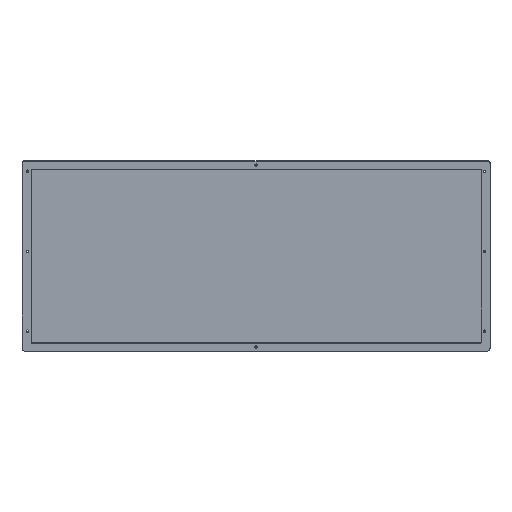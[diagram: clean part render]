
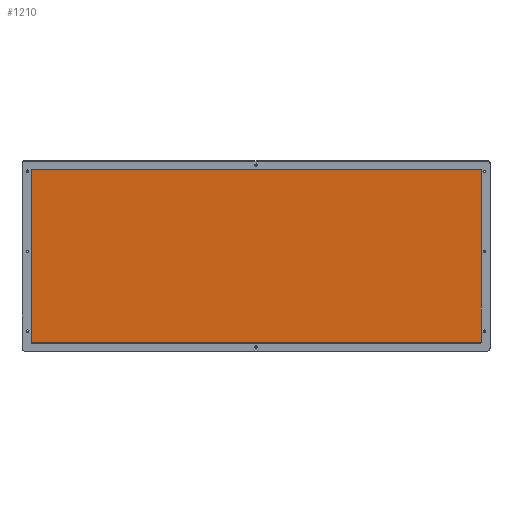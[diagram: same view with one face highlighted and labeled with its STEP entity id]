
A CAD part, top view. The second image highlights one B-rep face of the part: STEP entity #1210.
In plain terms, the highlighted planar face has unit normal (0, -0.065, 0.998).
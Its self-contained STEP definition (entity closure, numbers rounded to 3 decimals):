
#103=FACE_OUTER_BOUND('',#190,.T.);
#190=EDGE_LOOP('',(#890,#891,#892,#893,#894,#895,#896,#897));
#275=CIRCLE('',#1312,1.);
#276=CIRCLE('',#1315,1.);
#277=CIRCLE('',#1317,1.);
#278=CIRCLE('',#1318,1.);
#361=LINE('',#1876,#436);
#389=LINE('',#1959,#464);
#392=LINE('',#1966,#467);
#393=LINE('',#1970,#468);
#436=VECTOR('',#1480,10.);
#464=VECTOR('',#1550,10.);
#467=VECTOR('',#1559,10.);
#468=VECTOR('',#1562,10.);
#528=VERTEX_POINT('',#1873);
#529=VERTEX_POINT('',#1875);
#561=VERTEX_POINT('',#1952);
#562=VERTEX_POINT('',#1953);
#563=VERTEX_POINT('',#1958);
#564=VERTEX_POINT('',#1962);
#565=VERTEX_POINT('',#1967);
#566=VERTEX_POINT('',#1969);
#648=EDGE_CURVE('',#529,#528,#361,.T.);
#686=EDGE_CURVE('',#561,#562,#275,.T.);
#689=EDGE_CURVE('',#563,#561,#389,.T.);
#691=EDGE_CURVE('',#564,#529,#276,.T.);
#693=EDGE_CURVE('',#564,#562,#392,.T.);
#694=EDGE_CURVE('',#528,#565,#277,.T.);
#695=EDGE_CURVE('',#566,#565,#393,.T.);
#696=EDGE_CURVE('',#566,#563,#278,.T.);
#890=ORIENTED_EDGE('',*,*,#686,.T.);
#891=ORIENTED_EDGE('',*,*,#693,.F.);
#892=ORIENTED_EDGE('',*,*,#691,.T.);
#893=ORIENTED_EDGE('',*,*,#648,.T.);
#894=ORIENTED_EDGE('',*,*,#694,.T.);
#895=ORIENTED_EDGE('',*,*,#695,.F.);
#896=ORIENTED_EDGE('',*,*,#696,.T.);
#897=ORIENTED_EDGE('',*,*,#689,.T.);
#1176=PLANE('',#1316);
#1210=ADVANCED_FACE('',(#103),#1176,.T.);
#1312=AXIS2_PLACEMENT_3D('',#1954,#1544,#1545);
#1315=AXIS2_PLACEMENT_3D('',#1963,#1554,#1555);
#1316=AXIS2_PLACEMENT_3D('',#1965,#1557,#1558);
#1317=AXIS2_PLACEMENT_3D('',#1968,#1560,#1561);
#1318=AXIS2_PLACEMENT_3D('',#1971,#1563,#1564);
#1480=DIRECTION('',(-1.,0.,0.));
#1544=DIRECTION('center_axis',(0.,-0.065,
0.998));
#1545=DIRECTION('ref_axis',(0.707,-0.706,-0.046));
#1550=DIRECTION('',(1.,0.,0.));
#1554=DIRECTION('center_axis',(0.,-0.065,
0.998));
#1555=DIRECTION('ref_axis',(0.707,0.706,0.046));
#1557=DIRECTION('center_axis',(0.,-0.065,
0.998));
#1558=DIRECTION('ref_axis',(1.,0.,0.));
#1559=DIRECTION('',(0.,-0.998,-0.065));
#1560=DIRECTION('center_axis',(0.,-0.065,
0.998));
#1561=DIRECTION('ref_axis',(-0.707,0.706,0.046));
#1562=DIRECTION('',(0.,0.998,0.065));
#1563=DIRECTION('center_axis',(0.,-0.065,
0.998));
#1564=DIRECTION('ref_axis',(-0.707,-0.706,-0.046));
#1873=CARTESIAN_POINT('',(-196.419,476.671,120.55));
#1875=CARTESIAN_POINT('',(253.631,476.671,120.55));
#1876=CARTESIAN_POINT('',(44.196,476.671,120.55));
#1952=CARTESIAN_POINT('',(253.631,301.899,109.095));
#1953=CARTESIAN_POINT('',(254.631,302.896,109.161));
#1954=CARTESIAN_POINT('Origin',(253.631,302.896,109.161));
#1958=CARTESIAN_POINT('',(-196.419,301.899,109.095));
#1959=CARTESIAN_POINT('',(-181.829,301.899,109.095));
#1962=CARTESIAN_POINT('',(254.631,475.673,120.485));
#1963=CARTESIAN_POINT('Origin',(253.631,475.673,120.485));
#1965=CARTESIAN_POINT('Origin',(-166.239,294.142,108.587));
#1966=CARTESIAN_POINT('',(254.631,310.879,109.684));
#1967=CARTESIAN_POINT('',(-197.419,475.673,120.485));
#1968=CARTESIAN_POINT('Origin',(-196.419,475.673,120.485));
#1969=CARTESIAN_POINT('',(-197.419,302.896,109.161));
#1970=CARTESIAN_POINT('',(-197.419,304.683,109.278));
#1971=CARTESIAN_POINT('Origin',(-196.419,302.896,109.161));
